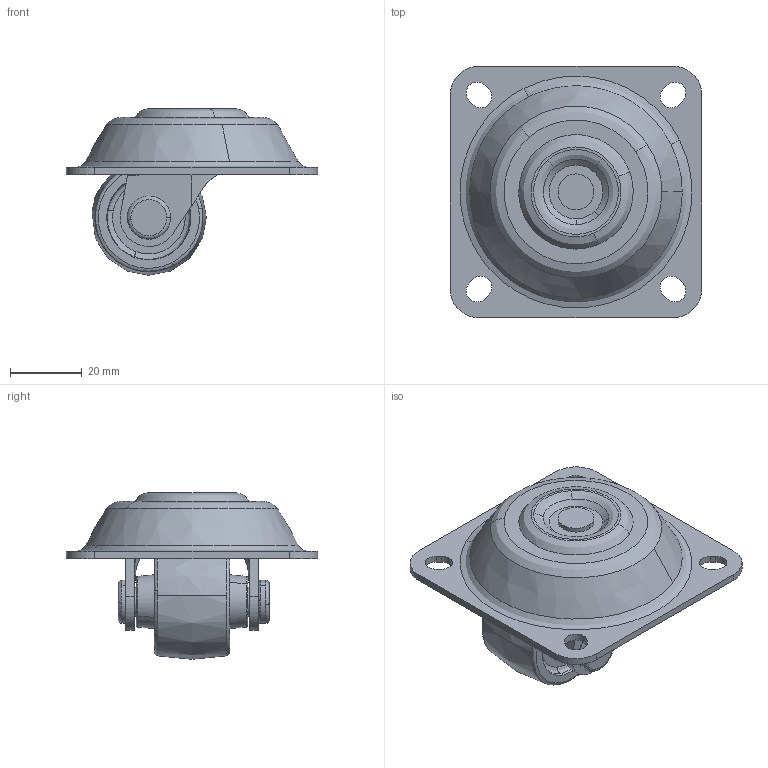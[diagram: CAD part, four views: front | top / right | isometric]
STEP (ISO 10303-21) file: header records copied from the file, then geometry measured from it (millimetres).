
FILE_DESCRIPTION((''),'2;1');
FILE_NAME('','2006-03-09T12:10:23',(''),(''),'','CADfix','');
FILE_SCHEMA(('AUTOMOTIVE_DESIGN'));
Length unit declared in the file: millimetre
Products named in the file (6): mounting plate; wheel; main shaft; body; axle; 320_OTP_00N32_12045_36
Assembly tree (5 placements, depth 2):
  320_OTP_00N32_12045_36
    mounting plate
    wheel
    main shaft
    body
    axle
Bounding box: 70 x 70 x 46.3 mm (x, y, z)
Volume: 36592.7 mm3; surface area: 25391.9 mm2
Topology: 5 solids, 5 shells, 193 faces, 622 edges, 451 vertices
Faces by surface type: bspline 193
Entity records: 10732 total; most frequent: CARTESIAN_POINT 7334, ORIENTED_EDGE 1240, EDGE_CURVE 620, VERTEX_POINT 451, EDGE_LOOP 225, FACE_OUTER_BOUND 193, ADVANCED_FACE 193, QUASI_UNIFORM_CURVE 157
